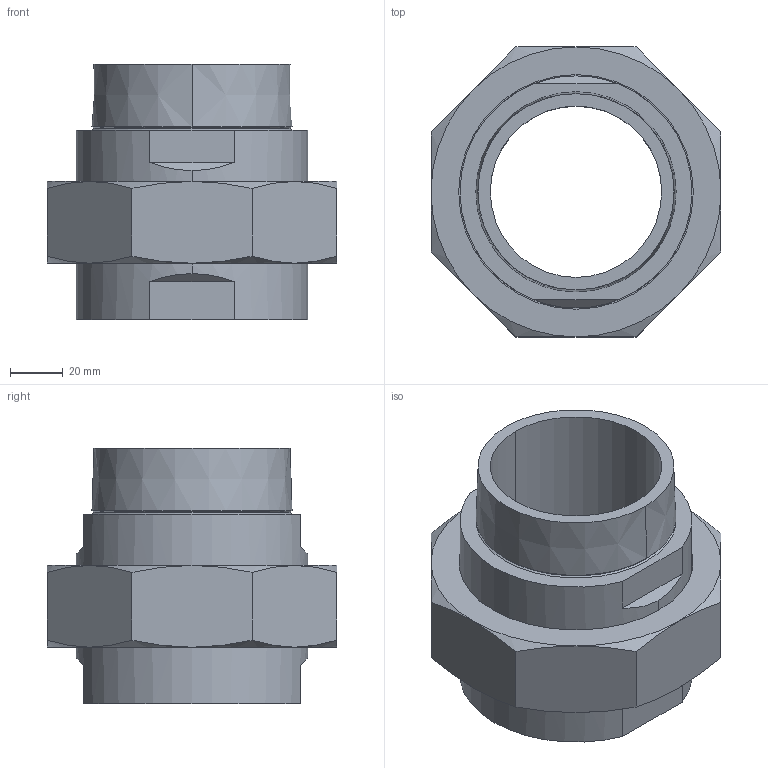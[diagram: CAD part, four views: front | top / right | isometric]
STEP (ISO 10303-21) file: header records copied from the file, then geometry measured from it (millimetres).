
FILE_DESCRIPTION (( 'STEP AP203' ), '1' );
FILE_NAME ('11-2131-10_outokumpu.step', '2015-08-07T11:17:38', ( '' ), ( '' ), 'SwSTEP 2.0', 'SolidWorks 2008', '' );
FILE_SCHEMA (( 'CONFIG_CONTROL_DESIGN' ));
Length unit declared in the file: millimetre
Products named in the file (4): case-13-555-100_outokumpu_case-13-555-100_outokumpu; nipple-13-444-010_outokumpu_nipple-13-444-010_outokumpu; 11-2131-10_outokumpu; nut-13-222-065_outokumpu_nut-13-222-065_outokumpu
Assembly tree (3 placements, depth 2):
  11-2131-10_outokumpu
    nipple-13-444-010_outokumpu_nipple-13-444-010_outokumpu
    case-13-555-100_outokumpu_case-13-555-100_outokumpu
    nut-13-222-065_outokumpu_nut-13-222-065_outokumpu
Bounding box: 110 x 110 x 97 mm (x, y, z)
Volume: 293241.7 mm3; surface area: 88955.1 mm2
Topology: 3 solids, 3 shells, 77 faces, 168 edges, 102 vertices
Faces by surface type: cone 30, plane 27, cylinder 16, torus 4
Entity records: 2666 total; most frequent: CARTESIAN_POINT 585, DIRECTION 368, ORIENTED_EDGE 336, EDGE_CURVE 168, AXIS2_PLACEMENT_3D 157, VERTEX_POINT 102, EDGE_LOOP 88, FACE_OUTER_BOUND 77
